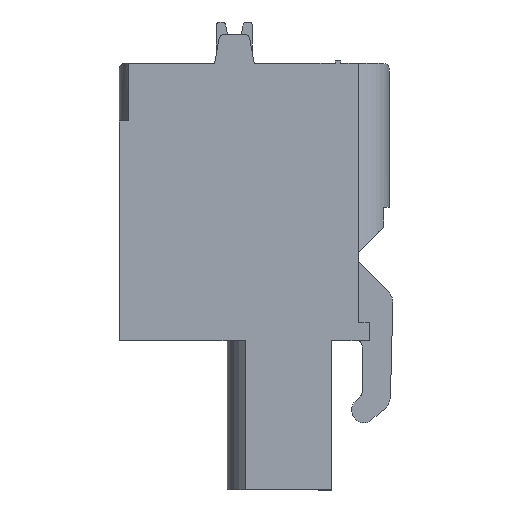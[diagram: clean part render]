
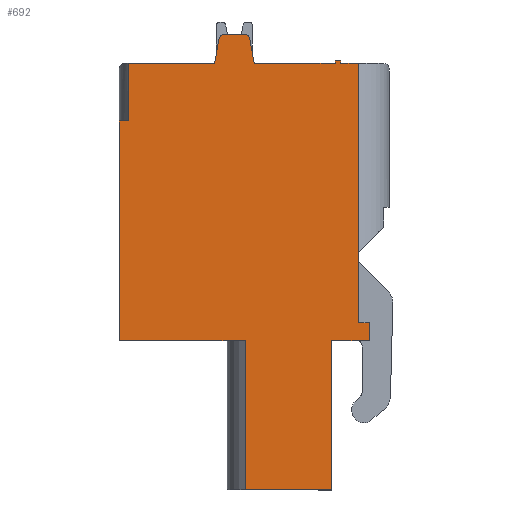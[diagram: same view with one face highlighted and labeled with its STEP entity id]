
A CAD part, left-side view. The second image highlights one B-rep face of the part: STEP entity #692.
In plain terms, the highlighted planar face has unit normal (-1, 0, 0).
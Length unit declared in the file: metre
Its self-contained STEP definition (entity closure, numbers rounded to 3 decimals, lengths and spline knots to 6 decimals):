
#692=ADVANCED_FACE('',(#1509),#1510,.F.);
#1509=FACE_OUTER_BOUND('',#2439,.T.);
#1510=PLANE('',#2440);
#2439=EDGE_LOOP('',(#4570,#4571,#4572,#4573,#4574,#4575,#4576,#4577,#4578,#4579,#4580,#4581,#4582,#4583,#4584,#4585,#4586,#4587,#4588,#4589,#4590,#4591));
#2440=AXIS2_PLACEMENT_3D('',#4592,#4593,#4594);
#4570=ORIENTED_EDGE('',*,*,#6447,.T.);
#4571=ORIENTED_EDGE('',*,*,#6099,.T.);
#4572=ORIENTED_EDGE('',*,*,#6062,.T.);
#4573=ORIENTED_EDGE('',*,*,#6091,.F.);
#4574=ORIENTED_EDGE('',*,*,#6049,.F.);
#4575=ORIENTED_EDGE('',*,*,#6448,.T.);
#4576=ORIENTED_EDGE('',*,*,#6449,.T.);
#4577=ORIENTED_EDGE('',*,*,#6450,.T.);
#4578=ORIENTED_EDGE('',*,*,#6451,.T.);
#4579=ORIENTED_EDGE('',*,*,#6452,.T.);
#4580=ORIENTED_EDGE('',*,*,#6045,.F.);
#4581=ORIENTED_EDGE('',*,*,#6453,.F.);
#4582=ORIENTED_EDGE('',*,*,#6454,.F.);
#4583=ORIENTED_EDGE('',*,*,#6455,.T.);
#4584=ORIENTED_EDGE('',*,*,#6456,.T.);
#4585=ORIENTED_EDGE('',*,*,#6457,.T.);
#4586=ORIENTED_EDGE('',*,*,#6458,.T.);
#4587=ORIENTED_EDGE('',*,*,#6459,.T.);
#4588=ORIENTED_EDGE('',*,*,#6080,.T.);
#4589=ORIENTED_EDGE('',*,*,#6428,.T.);
#4590=ORIENTED_EDGE('',*,*,#6431,.F.);
#4591=ORIENTED_EDGE('',*,*,#5882,.T.);
#4592=CARTESIAN_POINT('',(-0.04996,0.0112,-0.0215));
#4593=DIRECTION('',(1.0,0.,0.));
#4594=DIRECTION('',(0.0,1.0,0.));
#5882=EDGE_CURVE('',#7167,#7165,#7168,.T.);
#6045=EDGE_CURVE('',#7443,#7445,#7446,.T.);
#6049=EDGE_CURVE('',#7451,#7425,#7453,.T.);
#6062=EDGE_CURVE('',#7466,#7471,#7473,.T.);
#6080=EDGE_CURVE('',#7501,#7499,#7502,.T.);
#6091=EDGE_CURVE('',#7425,#7471,#7518,.T.);
#6099=EDGE_CURVE('',#7530,#7466,#7531,.T.);
#6428=EDGE_CURVE('',#7499,#7999,#8001,.T.);
#6431=EDGE_CURVE('',#7167,#7999,#8004,.T.);
#6447=EDGE_CURVE('',#7165,#7530,#8028,.T.);
#6448=EDGE_CURVE('',#7451,#8029,#8030,.T.);
#6449=EDGE_CURVE('',#8029,#8031,#8032,.T.);
#6450=EDGE_CURVE('',#8031,#8033,#8034,.T.);
#6451=EDGE_CURVE('',#8033,#8035,#8036,.T.);
#6452=EDGE_CURVE('',#8035,#7445,#8037,.T.);
#6453=EDGE_CURVE('',#8038,#7443,#8039,.T.);
#6454=EDGE_CURVE('',#8040,#8038,#8041,.T.);
#6455=EDGE_CURVE('',#8040,#8042,#8043,.T.);
#6456=EDGE_CURVE('',#8042,#8044,#8045,.T.);
#6457=EDGE_CURVE('',#8044,#8046,#8047,.T.);
#6458=EDGE_CURVE('',#8046,#8048,#8049,.T.);
#6459=EDGE_CURVE('',#8048,#7501,#8050,.T.);
#7165=VERTEX_POINT('',#8993);
#7167=VERTEX_POINT('',#8996);
#7168=LINE('',#8997,#8998);
#7425=VERTEX_POINT('',#9362);
#7443=VERTEX_POINT('',#9388);
#7445=VERTEX_POINT('',#9391);
#7446=LINE('',#9392,#9393);
#7451=VERTEX_POINT('',#9400);
#7453=LINE('',#9403,#9404);
#7466=VERTEX_POINT('',#9424);
#7471=VERTEX_POINT('',#9431);
#7473=LINE('',#9434,#9435);
#7499=VERTEX_POINT('',#9486);
#7501=VERTEX_POINT('',#9489);
#7502=LINE('',#9490,#9491);
#7518=LINE('',#9514,#9515);
#7530=VERTEX_POINT('',#9533);
#7531=LINE('',#9534,#9535);
#7999=VERTEX_POINT('',#10230);
#8001=LINE('',#10233,#10234);
#8004=LINE('',#10238,#10239);
#8028=LINE('',#10274,#10275);
#8029=VERTEX_POINT('',#10276);
#8030=LINE('',#10277,#10278);
#8031=VERTEX_POINT('',#10279);
#8032=CIRCLE('',#10280,0.0003);
#8033=VERTEX_POINT('',#10281);
#8034=LINE('',#10282,#10283);
#8035=VERTEX_POINT('',#10284);
#8036=CIRCLE('',#10285,0.0003);
#8037=LINE('',#10286,#10287);
#8038=VERTEX_POINT('',#10288);
#8039=LINE('',#10289,#10290);
#8040=VERTEX_POINT('',#10291);
#8041=LINE('',#10292,#10293);
#8042=VERTEX_POINT('',#10294);
#8043=LINE('',#10295,#10296);
#8044=VERTEX_POINT('',#10297);
#8045=LINE('',#10298,#10299);
#8046=VERTEX_POINT('',#10300);
#8047=LINE('',#10301,#10302);
#8048=VERTEX_POINT('',#10303);
#8049=LINE('',#10304,#10305);
#8050=LINE('',#10306,#10307);
#8993=CARTESIAN_POINT('',(-0.04996,-0.0013,-0.0083));
#8996=CARTESIAN_POINT('',(-0.04996,-0.0013,-0.0227));
#8997=CARTESIAN_POINT('',(-0.04996,-0.0013,-0.0238));
#8998=VECTOR('',#11089,1.0);
#9362=CARTESIAN_POINT('',(-0.04996,0.,-0.0083));
#9388=CARTESIAN_POINT('',(-0.04996,0.0115,-0.0083));
#9391=CARTESIAN_POINT('',(-0.04996,0.0067,-0.0083));
#9392=CARTESIAN_POINT('',(-0.04996,0.0115,-0.0083));
#9393=VECTOR('',#11271,1.0);
#9400=CARTESIAN_POINT('',(-0.04996,0.0045,-0.0083));
#9403=CARTESIAN_POINT('',(-0.04996,0.0115,-0.0083));
#9404=VECTOR('',#11275,1.0);
#9424=CARTESIAN_POINT('',(-0.04996,-0.0003,-0.00815));
#9431=CARTESIAN_POINT('',(-0.04996,0.,-0.00815));
#9434=CARTESIAN_POINT('',(-0.04996,0.,-0.00815));
#9435=VECTOR('',#11289,1.0);
#9486=CARTESIAN_POINT('',(-0.04996,-0.0019,-0.0237));
#9489=CARTESIAN_POINT('',(-0.04996,0.0002,-0.0237));
#9490=CARTESIAN_POINT('',(-0.04996,-0.0007,-0.0237));
#9491=VECTOR('',#11304,1.0);
#9514=CARTESIAN_POINT('',(-0.04996,0.,-0.0083));
#9515=VECTOR('',#11315,1.0);
#9533=CARTESIAN_POINT('',(-0.04996,-0.0003,-0.0083));
#9534=CARTESIAN_POINT('',(-0.04996,-0.0003,-0.0215));
#9535=VECTOR('',#11322,1.0);
#10230=CARTESIAN_POINT('',(-0.04996,-0.0019,-0.0227));
#10233=CARTESIAN_POINT('',(-0.04996,-0.0019,-0.0238));
#10234=VECTOR('',#11641,1.0);
#10238=CARTESIAN_POINT('',(-0.04996,-0.0003,-0.0227));
#10239=VECTOR('',#11643,1.0);
#10274=CARTESIAN_POINT('',(-0.04996,0.0117,-0.0083));
#10275=VECTOR('',#11655,1.0);
#10276=CARTESIAN_POINT('',(-0.04996,0.004738,-0.006948));
#10277=CARTESIAN_POINT('',(-0.04996,0.004782,-0.0067));
#10278=VECTOR('',#11656,1.0);
#10279=CARTESIAN_POINT('',(-0.04996,0.005034,-0.0067));
#10280=AXIS2_PLACEMENT_3D('',#11657,#11658,#11659);
#10281=CARTESIAN_POINT('',(-0.04996,0.006166,-0.0067));
#10282=CARTESIAN_POINT('',(-0.04996,0.004822,-0.0067));
#10283=VECTOR('',#11660,1.0);
#10284=CARTESIAN_POINT('',(-0.04996,0.006462,-0.006948));
#10285=AXIS2_PLACEMENT_3D('',#11661,#11662,#11663);
#10286=CARTESIAN_POINT('',(-0.04996,0.0067,-0.0083));
#10287=VECTOR('',#11664,1.0);
#10288=CARTESIAN_POINT('',(-0.04996,0.0115,-0.0115));
#10289=CARTESIAN_POINT('',(-0.04996,0.0115,-0.0115));
#10290=VECTOR('',#11665,1.0);
#10291=CARTESIAN_POINT('',(-0.04996,0.012,-0.0115));
#10292=CARTESIAN_POINT('',(-0.04996,0.0092,-0.0115));
#10293=VECTOR('',#11666,1.0);
#10294=CARTESIAN_POINT('',(-0.04996,0.012,-0.0237));
#10295=CARTESIAN_POINT('',(-0.04996,0.012,-0.0238));
#10296=VECTOR('',#11667,1.0);
#10297=CARTESIAN_POINT('',(-0.04996,0.005,-0.0237));
#10298=CARTESIAN_POINT('',(-0.04996,0.005,-0.0237));
#10299=VECTOR('',#11668,1.0);
#10300=CARTESIAN_POINT('',(-0.04996,0.005,-0.032));
#10301=CARTESIAN_POINT('',(-0.04996,0.005,-0.032));
#10302=VECTOR('',#11669,1.0);
#10303=CARTESIAN_POINT('',(-0.04996,0.0002,-0.032));
#10304=CARTESIAN_POINT('',(-0.04996,0.0002,-0.032));
#10305=VECTOR('',#11670,1.0);
#10306=CARTESIAN_POINT('',(-0.04996,0.0002,-0.0237));
#10307=VECTOR('',#11671,1.0);
#11089=DIRECTION('',(0.,0.,1.0));
#11271=DIRECTION('',(0.0,-1.0,0.0));
#11275=DIRECTION('',(0.0,-1.0,0.0));
#11289=DIRECTION('',(0.0,1.0,0.0));
#11304=DIRECTION('',(0.0,-1.0,0.0));
#11315=DIRECTION('',(0.,0.0,1.0));
#11322=DIRECTION('',(0.,0.0,1.0));
#11641=DIRECTION('',(0.,0.,1.0));
#11643=DIRECTION('',(0.,-1.0,0.));
#11655=DIRECTION('',(0.,1.0,0.));
#11656=DIRECTION('',(0.,0.174,0.985));
#11657=CARTESIAN_POINT('',(-0.04996,0.005034,-0.007));
#11658=DIRECTION('',(-1.0,0.0,0.));
#11659=DIRECTION('',(0.,0.0,-1.0));
#11660=DIRECTION('',(0.0,1.0,0.0));
#11661=CARTESIAN_POINT('',(-0.04996,0.006166,-0.007));
#11662=DIRECTION('',(-1.0,0.0,0.));
#11663=DIRECTION('',(0.,0.0,-1.0));
#11664=DIRECTION('',(0.,0.174,-0.985));
#11665=DIRECTION('',(0.,0.0,1.0));
#11666=DIRECTION('',(0.,-1.0,0.));
#11667=DIRECTION('',(0.,0.,-1.0));
#11668=DIRECTION('',(0.0,-1.0,0.0));
#11669=DIRECTION('',(0.0,0.,-1.0));
#11670=DIRECTION('',(0.0,-1.0,0.));
#11671=DIRECTION('',(0.0,0.0,1.0));
